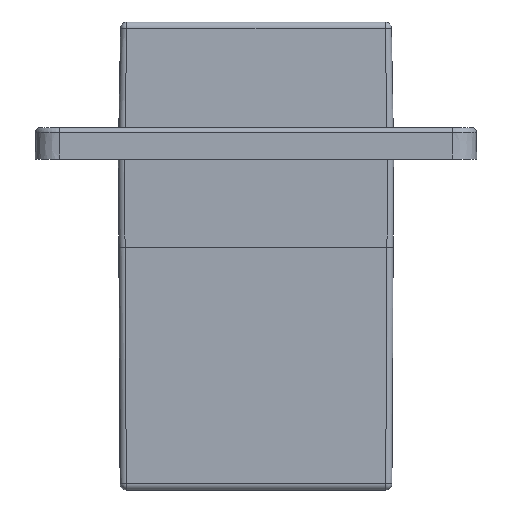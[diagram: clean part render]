
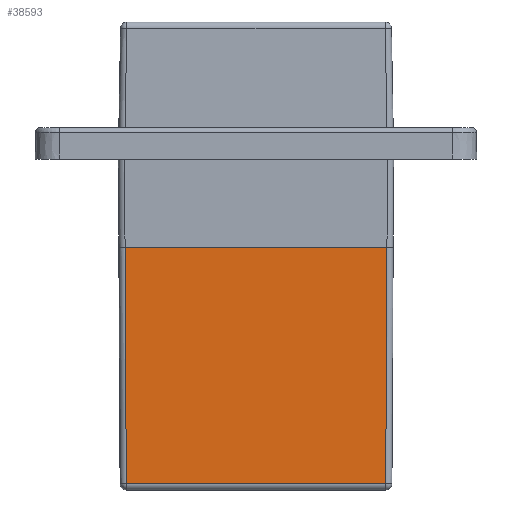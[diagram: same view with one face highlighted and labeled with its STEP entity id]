
A CAD part, left-side view. The second image highlights one B-rep face of the part: STEP entity #38593.
In plain terms, the highlighted face is planar.
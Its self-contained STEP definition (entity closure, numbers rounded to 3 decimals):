
#392 = LINE ( 'NONE', #36419, #53689 ) ;
#573 = PLANE ( 'NONE',  #5742 ) ;
#863 = ORIENTED_EDGE ( 'NONE', *, *, #65221, .F. ) ;
#2378 = ORIENTED_EDGE ( 'NONE', *, *, #13470, .T. ) ;
#4856 = VERTEX_POINT ( 'NONE', #6804 ) ;
#5742 = AXIS2_PLACEMENT_3D ( 'NONE', #37789, #43150, #11240 ) ;
#6804 = CARTESIAN_POINT ( 'NONE',  ( 7.901, 10.449, 19.086 ) ) ;
#11240 = DIRECTION ( 'NONE',  ( 0.005, 0., -1. ) ) ;
#13435 = DIRECTION ( 'NONE',  ( -0.005, -0.005, 1. ) ) ;
#13470 = EDGE_CURVE ( 'NONE', #4856, #32093, #43946, .T. ) ;
#20933 = ORIENTED_EDGE ( 'NONE', *, *, #50819, .T. ) ;
#28088 = VECTOR ( 'NONE', #63111, 1000. ) ;
#32093 = VERTEX_POINT ( 'NONE', #60279 ) ;
#32433 = CARTESIAN_POINT ( 'NONE',  ( 8.001, 10.549, 0.019 ) ) ;
#35727 = CARTESIAN_POINT ( 'NONE',  ( 8.001, 11.049, 0.019 ) ) ;
#36419 = CARTESIAN_POINT ( 'NONE',  ( 8., -10.548, 0.132 ) ) ;
#37480 = VERTEX_POINT ( 'NONE', #62737 ) ;
#37789 = CARTESIAN_POINT ( 'NONE',  ( 8.001, 11.049, 0.019 ) ) ;
#37897 = FACE_OUTER_BOUND ( 'NONE', #66139, .T. ) ;
#38593 = ADVANCED_FACE ( 'NONE', ( #37897 ), #573, .T. ) ;
#40287 = VECTOR ( 'NONE', #13435, 1000. ) ;
#43150 = DIRECTION ( 'NONE',  ( 1., 0., 0.005 ) ) ;
#43946 = LINE ( 'NONE', #68491, #28088 ) ;
#50715 = LINE ( 'NONE', #35727, #52387 ) ;
#50716 = CARTESIAN_POINT ( 'NONE',  ( 8.001, 10.549, 0.016 ) ) ;
#50819 = EDGE_CURVE ( 'NONE', #57971, #4856, #54470, .T. ) ;
#51861 = ORIENTED_EDGE ( 'NONE', *, *, #66796, .T. ) ;
#52387 = VECTOR ( 'NONE', #67684, 1000. ) ;
#53689 = VECTOR ( 'NONE', #63017, 1000. ) ;
#54470 = LINE ( 'NONE', #50716, #40287 ) ;
#57971 = VERTEX_POINT ( 'NONE', #32433 ) ;
#60279 = CARTESIAN_POINT ( 'NONE',  ( 7.901, -10.449, 19.086 ) ) ;
#62737 = CARTESIAN_POINT ( 'NONE',  ( 8.001, -10.549, 0.019 ) ) ;
#63017 = DIRECTION ( 'NONE',  ( 0.005, -0.005, -1. ) ) ;
#63111 = DIRECTION ( 'NONE',  ( 0., -1., 0. ) ) ;
#65221 = EDGE_CURVE ( 'NONE', #57971, #37480, #50715, .T. ) ;
#66139 = EDGE_LOOP ( 'NONE', ( #2378, #51861, #863, #20933 ) ) ;
#66796 = EDGE_CURVE ( 'NONE', #32093, #37480, #392, .T. ) ;
#67684 = DIRECTION ( 'NONE',  ( 0., -1., 0. ) ) ;
#68491 = CARTESIAN_POINT ( 'NONE',  ( 7.901, 11.049, 19.086 ) ) ;
